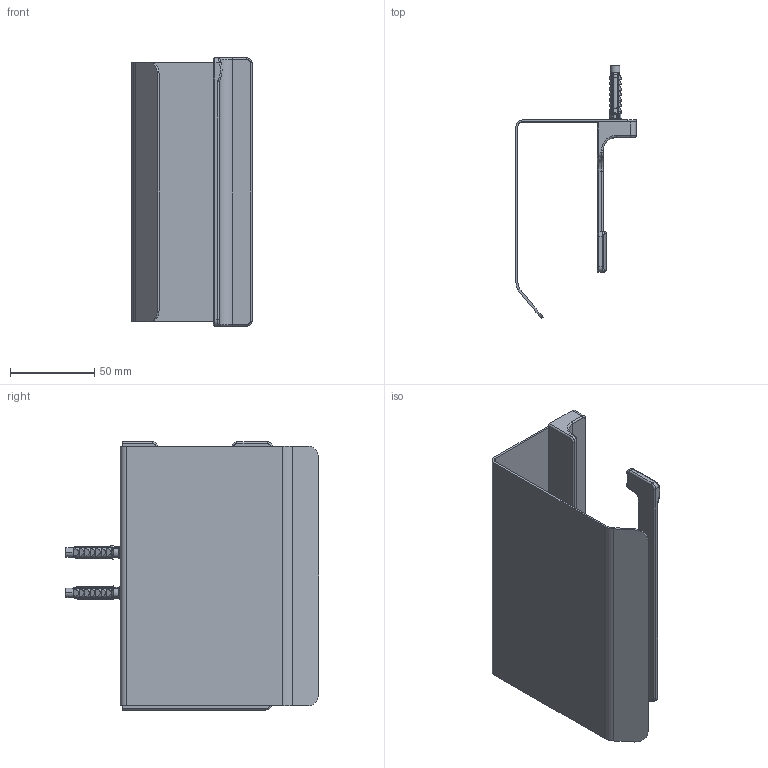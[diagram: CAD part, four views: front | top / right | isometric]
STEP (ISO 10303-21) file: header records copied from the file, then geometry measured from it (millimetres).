
FILE_DESCRIPTION((''),'2;1');
FILE_NAME('67111_ASM','2021-05-12T16:59:17',('Administrator'),(''),'CREO PARAMETRIC BY PTC INC, 2018100','CREO PARAMETRIC BY PTC INC, 2018100','');
FILE_SCHEMA(('CONFIG_CONTROL_DESIGN'));
Length unit declared in the file: millimetre
Products named in the file (8): P676100; P685011; P676130; M5X6NJ; YCG4X30_1_1; SJ-PJ-06_1_1; 44433_ASM_1_ASM; 67111_ASM
Assembly tree (8 placements, depth 3):
  67111_ASM
    P676100
    P685011
    P676130
    M5X6NJ
    44433_ASM_1_ASM  x2
      YCG4X30_1_1
      SJ-PJ-06_1_1
Bounding box: 71.2 x 150.35 x 159 mm (x, y, z)
Volume: 72201 mm3; surface area: 91210.6 mm2
Topology: 8 solids, 10 shells, 707 faces, 2038 edges, 1349 vertices
Faces by surface type: plane 298, cylinder 204, bspline 79, torus 72, cone 46, sphere 4, extrusion 4
Entity records: 22913 total; most frequent: CARTESIAN_POINT 11093, ORIENTED_EDGE 2586, DIRECTION 2280, EDGE_CURVE 1297, AXIS2_PLACEMENT_3D 852, VERTEX_POINT 850, VECTOR 576, LINE 574
